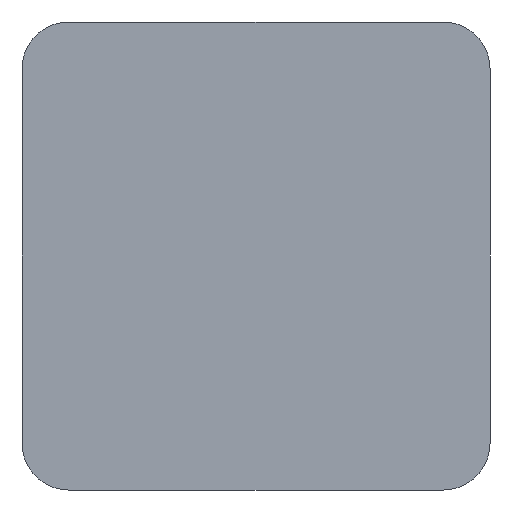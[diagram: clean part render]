
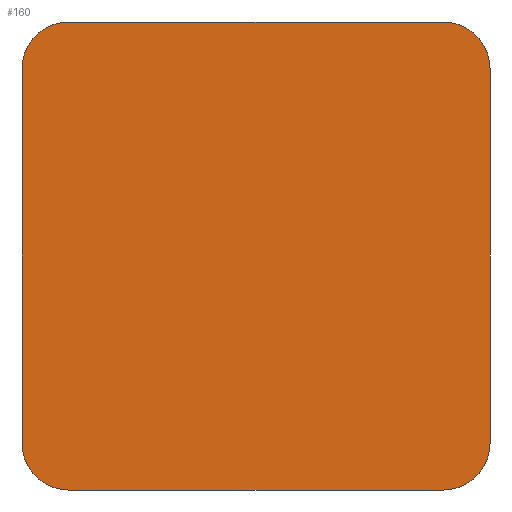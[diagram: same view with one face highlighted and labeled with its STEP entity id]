
A CAD part, front view. The second image highlights one B-rep face of the part: STEP entity #160.
In plain terms, the highlighted planar face has unit normal (0, -1, 0).
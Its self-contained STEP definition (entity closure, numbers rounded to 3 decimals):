
#1=CARTESIAN_POINT('',(-400.,0.,-400.));
#2=DIRECTION('',(0.,1.,0.));
#3=DIRECTION('',(0.,0.,-1.));
#4=AXIS2_PLACEMENT_3D('',#1,#2,#3);
#6=DIRECTION('',(0.,0.,1.));
#7=VECTOR('',#6,800.);
#8=CARTESIAN_POINT('',(-500.,0.,-400.));
#9=LINE('',#8,#7);
#10=CARTESIAN_POINT('',(-400.,0.,400.));
#11=DIRECTION('',(0.,1.,0.));
#12=DIRECTION('',(-1.,0.,0.));
#13=AXIS2_PLACEMENT_3D('',#10,#11,#12);
#15=DIRECTION('',(1.,0.,0.));
#16=VECTOR('',#15,800.);
#17=CARTESIAN_POINT('',(-400.,0.,500.));
#18=LINE('',#17,#16);
#19=CARTESIAN_POINT('',(400.,0.,400.));
#20=DIRECTION('',(0.,1.,0.));
#21=DIRECTION('',(0.,0.,1.));
#22=AXIS2_PLACEMENT_3D('',#19,#20,#21);
#24=DIRECTION('',(0.,0.,-1.));
#25=VECTOR('',#24,800.);
#26=CARTESIAN_POINT('',(500.,0.,400.));
#27=LINE('',#26,#25);
#28=CARTESIAN_POINT('',(400.,0.,-400.));
#29=DIRECTION('',(0.,1.,0.));
#30=DIRECTION('',(1.,0.,0.));
#31=AXIS2_PLACEMENT_3D('',#28,#29,#30);
#33=DIRECTION('',(-1.,0.,0.));
#34=VECTOR('',#33,800.);
#35=CARTESIAN_POINT('',(400.,0.,-500.));
#36=LINE('',#35,#34);
#105=CARTESIAN_POINT('',(-400.,0.,-500.));
#106=CARTESIAN_POINT('',(-500.,0.,-400.));
#107=VERTEX_POINT('',#105);
#108=VERTEX_POINT('',#106);
#109=CARTESIAN_POINT('',(-500.,0.,400.));
#110=VERTEX_POINT('',#109);
#111=CARTESIAN_POINT('',(-400.,0.,500.));
#112=VERTEX_POINT('',#111);
#113=CARTESIAN_POINT('',(400.,0.,500.));
#114=VERTEX_POINT('',#113);
#115=CARTESIAN_POINT('',(500.,0.,400.));
#116=VERTEX_POINT('',#115);
#117=CARTESIAN_POINT('',(500.,0.,-400.));
#118=VERTEX_POINT('',#117);
#119=CARTESIAN_POINT('',(400.,0.,-500.));
#120=VERTEX_POINT('',#119);
#137=CARTESIAN_POINT('',(0.,0.,0.));
#138=DIRECTION('',(0.,1.,0.));
#139=DIRECTION('',(1.,0.,0.));
#140=AXIS2_PLACEMENT_3D('',#137,#138,#139);
#141=PLANE('',#140);
#143=ORIENTED_EDGE('',*,*,#142,.T.);
#145=ORIENTED_EDGE('',*,*,#144,.T.);
#147=ORIENTED_EDGE('',*,*,#146,.T.);
#149=ORIENTED_EDGE('',*,*,#148,.T.);
#151=ORIENTED_EDGE('',*,*,#150,.T.);
#153=ORIENTED_EDGE('',*,*,#152,.T.);
#155=ORIENTED_EDGE('',*,*,#154,.T.);
#157=ORIENTED_EDGE('',*,*,#156,.T.);
#158=EDGE_LOOP('',(#143,#145,#147,#149,#151,#153,#155,#157));
#159=FACE_OUTER_BOUND('',#158,.F.);
#160=ADVANCED_FACE('',(#159),#141,.F.);
#5=CIRCLE('',#4,100.);
#14=CIRCLE('',#13,100.);
#23=CIRCLE('',#22,100.);
#32=CIRCLE('',#31,100.);
#142=EDGE_CURVE('',#107,#108,#5,.T.);
#144=EDGE_CURVE('',#108,#110,#9,.T.);
#146=EDGE_CURVE('',#110,#112,#14,.T.);
#148=EDGE_CURVE('',#112,#114,#18,.T.);
#150=EDGE_CURVE('',#114,#116,#23,.T.);
#152=EDGE_CURVE('',#116,#118,#27,.T.);
#154=EDGE_CURVE('',#118,#120,#32,.T.);
#156=EDGE_CURVE('',#120,#107,#36,.T.);
